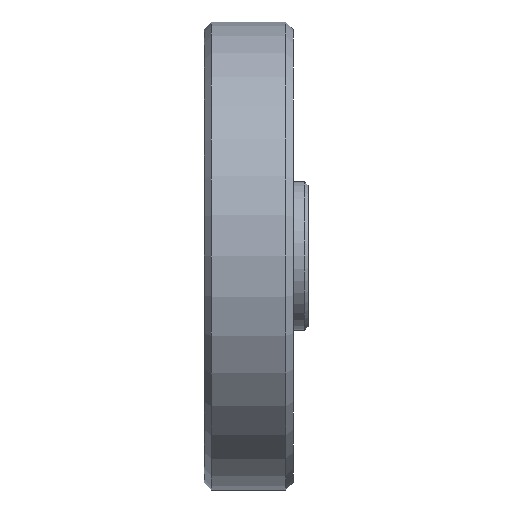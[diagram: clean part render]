
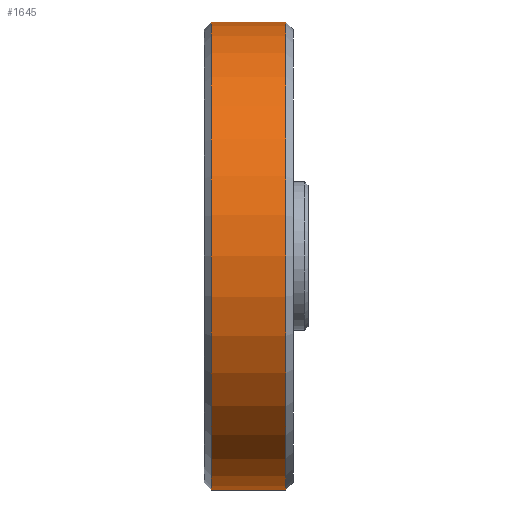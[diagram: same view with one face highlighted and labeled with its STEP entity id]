
A CAD part, left-side view. The second image highlights one B-rep face of the part: STEP entity #1645.
In plain terms, the highlighted cylindrical face has radius 31.5 mm (diameter 63 mm), a partial arc.
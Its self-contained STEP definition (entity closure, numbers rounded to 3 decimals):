
#19 = FACE_OUTER_BOUND ( 'NONE', #3104, .T. ) ;
#188 = CARTESIAN_POINT ( 'NONE',  ( 0., 11., 0. ) ) ;
#291 = VERTEX_POINT ( 'NONE', #932 ) ;
#319 = DIRECTION ( 'NONE',  ( 0., 0., -1. ) ) ;
#352 = VERTEX_POINT ( 'NONE', #4152 ) ;
#446 = VERTEX_POINT ( 'NONE', #1048 ) ;
#708 = DIRECTION ( 'NONE',  ( 0., -1., 0. ) ) ;
#805 = LINE ( 'NONE', #2331, #3359 ) ;
#932 = CARTESIAN_POINT ( 'NONE',  ( 0., 11., 31.5 ) ) ;
#957 = CARTESIAN_POINT ( 'NONE',  ( 0., 12., 0. ) ) ;
#1048 = CARTESIAN_POINT ( 'NONE',  ( 0., 1., -31.5 ) ) ;
#1448 = DIRECTION ( 'NONE',  ( 0., 0., 1. ) ) ;
#1489 = ORIENTED_EDGE ( 'NONE', *, *, #3754, .T. ) ;
#1501 = CARTESIAN_POINT ( 'NONE',  ( 0., 1., 31.5 ) ) ;
#1530 = CYLINDRICAL_SURFACE ( 'NONE', #2475, 31.5 ) ;
#1645 = ADVANCED_FACE ( 'NONE', ( #19 ), #1530, .T. ) ;
#1753 = DIRECTION ( 'NONE',  ( 0., 1., 0. ) ) ;
#1770 = CIRCLE ( 'NONE', #3442, 31.5 ) ;
#1832 = DIRECTION ( 'NONE',  ( 0., 0., 1. ) ) ;
#2225 = CIRCLE ( 'NONE', #3703, 31.5 ) ;
#2259 = DIRECTION ( 'NONE',  ( 0., -1., 0. ) ) ;
#2286 = VECTOR ( 'NONE', #708, 1000. ) ;
#2331 = CARTESIAN_POINT ( 'NONE',  ( 0., 12., -31.5 ) ) ;
#2348 = EDGE_CURVE ( 'NONE', #291, #3887, #2438, .T. ) ;
#2438 = LINE ( 'NONE', #3272, #2286 ) ;
#2475 = AXIS2_PLACEMENT_3D ( 'NONE', #957, #2259, #319 ) ;
#2994 = CARTESIAN_POINT ( 'NONE',  ( 0., 1., 0. ) ) ;
#3104 = EDGE_LOOP ( 'NONE', ( #3655, #1489, #3943, #4022 ) ) ;
#3113 = EDGE_CURVE ( 'NONE', #446, #3887, #1770, .T. ) ;
#3124 = DIRECTION ( 'NONE',  ( 0., -1., 0. ) ) ;
#3272 = CARTESIAN_POINT ( 'NONE',  ( 0., 12., 31.5 ) ) ;
#3359 = VECTOR ( 'NONE', #3595, 1000. ) ;
#3442 = AXIS2_PLACEMENT_3D ( 'NONE', #2994, #1753, #1448 ) ;
#3494 = EDGE_CURVE ( 'NONE', #352, #446, #805, .T. ) ;
#3595 = DIRECTION ( 'NONE',  ( 0., -1., 0. ) ) ;
#3655 = ORIENTED_EDGE ( 'NONE', *, *, #2348, .F. ) ;
#3703 = AXIS2_PLACEMENT_3D ( 'NONE', #188, #3124, #1832 ) ;
#3754 = EDGE_CURVE ( 'NONE', #291, #352, #2225, .T. ) ;
#3887 = VERTEX_POINT ( 'NONE', #1501 ) ;
#3943 = ORIENTED_EDGE ( 'NONE', *, *, #3494, .T. ) ;
#4022 = ORIENTED_EDGE ( 'NONE', *, *, #3113, .T. ) ;
#4152 = CARTESIAN_POINT ( 'NONE',  ( 0., 11., -31.5 ) ) ;
